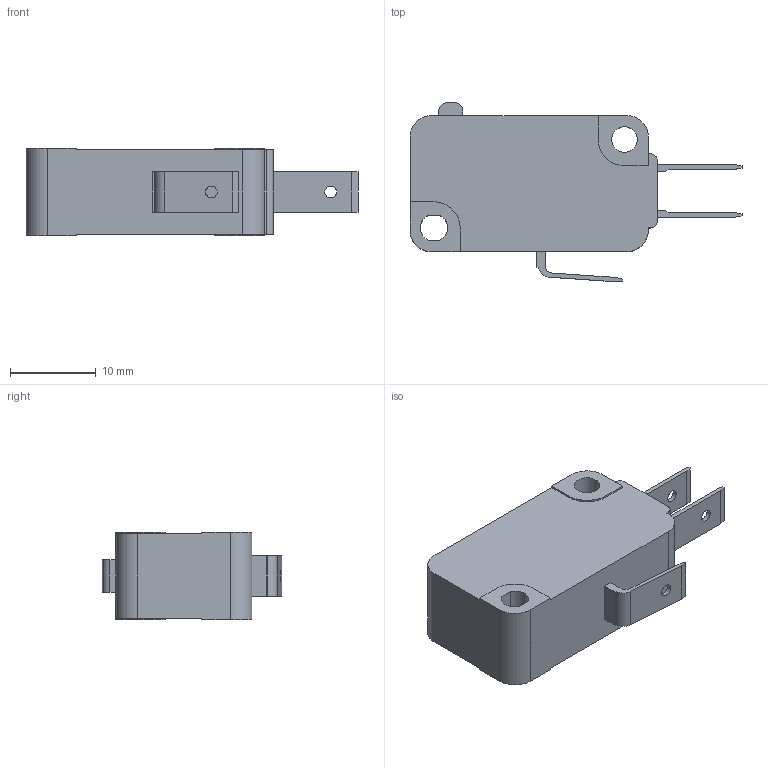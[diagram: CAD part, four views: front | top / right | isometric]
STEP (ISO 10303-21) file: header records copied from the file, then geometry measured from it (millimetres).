
FILE_DESCRIPTION(/* description */ ('Switch - Snap Action Basic'),/* implementation_level */ '2;1');
FILE_NAME(/* name */ 'SEN_Microswitch_V7-2B17D8.ipt.step',/* time_stamp */ '2015-01-02T19:24:15-08:00',/* author */ ('Autodesk, Inc.'),/* organization */ ('Autodesk, Inc.'),/* preprocessor_version */ 'ST-DEVELOPER v15.6',/* originating_system */ 'Autodesk Inventor 2015',/* authorisation */ '');
FILE_SCHEMA (('AUTOMOTIVE_DESIGN { 1 0 10303 214 3 1 1 }'));
Length unit declared in the file: inch
Products named in the file (1): SEN_Microswitch_V7-2B17D8
Bounding box: 38.73 x 20.96 x 10.21 mm (x, y, z)
Volume: 4334.8 mm3; surface area: 2245.3 mm2
Topology: 1 solids, 1 shells, 77 faces, 215 edges, 144 vertices
Faces by surface type: plane 56, cylinder 21
Full cylindrical faces by diameter (mm): 1.397 x3, 2.997 x1
Entity records: 2515 total; most frequent: CARTESIAN_POINT 429, ORIENTED_EDGE 418, DIRECTION 407, EDGE_CURVE 209, LINE 167, VECTOR 167, VERTEX_POINT 142, AXIS2_PLACEMENT_3D 120
